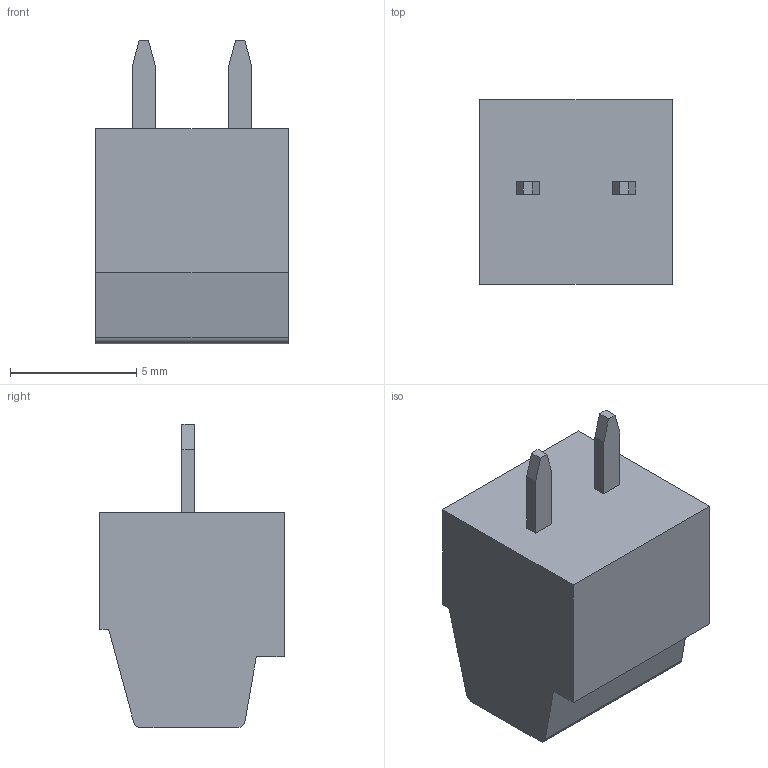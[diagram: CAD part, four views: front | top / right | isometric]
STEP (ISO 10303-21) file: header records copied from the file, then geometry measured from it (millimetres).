
FILE_DESCRIPTION( ( 'STEP AP214' ), '1' );
FILE_NAME( ' ', ' ', ( ' ' ), ( ' ' ), 'PSStep 11.0', 'VISI 17.0', ' ' );
FILE_SCHEMA( ( 'AUTOMOTIVE_DESIGN { 1 0 10303 214 1 1 1 1 }' ) );
Length unit declared in the file: millimetre
Products named in the file (1): 1
Bounding box: 7.62 x 7.3 x 12 mm (x, y, z)
Volume: 359.5 mm3; surface area: 511.4 mm2
Topology: 1 solids, 1 shells, 74 faces, 180 edges, 118 vertices
Faces by surface type: plane 60, cylinder 10, cone 2, torus 2
Full cylindrical faces by diameter (mm): 2 x2, 2.1 x2, 2.8 x2, 3 x2
Entity records: 2639 total; most frequent: CARTESIAN_POINT 349, DIRECTION 340, ORIENTED_EDGE 324, EDGE_CURVE 162, LINE 134, VECTOR 134, VERTEX_POINT 112, AXIS2_PLACEMENT_3D 103
